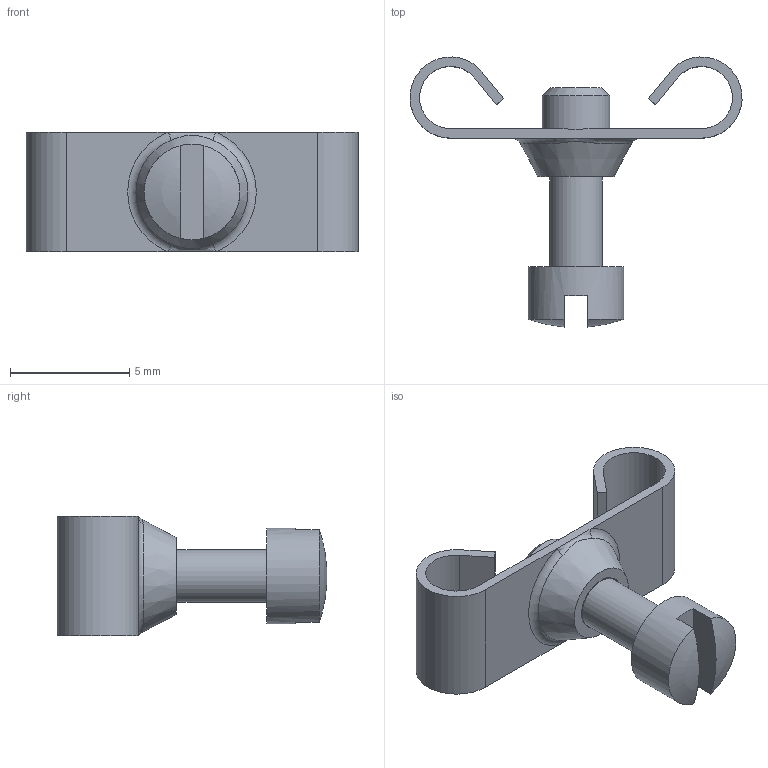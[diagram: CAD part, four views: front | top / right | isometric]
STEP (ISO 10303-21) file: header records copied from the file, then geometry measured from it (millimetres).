
FILE_DESCRIPTION(/* description */ (''),/* implementation_level */ '2;1');
FILE_NAME(/* name */ '100554994ugm000_a.stp',/* time_stamp */ '2013-10-30T14:19:11+01:00',/* author */ (''),/* organization */ (''),/* preprocessor_version */ 'ST-DEVELOPER v15',/* originating_system */ 'SIEMENS PLM Software NX 8.5',/* authorisation */ '');
FILE_SCHEMA (('AUTOMOTIVE_DESIGN { 1 0 10303 214 3 1 1 1 }'));
Length unit declared in the file: millimetre
Products named in the file (1): 100554994ugm000_a
Bounding box: 13.89 x 11.3 x 5 mm (x, y, z)
Volume: 115.1 mm3; surface area: 405.7 mm2
Topology: 1 solids, 1 shells, 37 faces, 91 edges, 59 vertices
Faces by surface type: plane 19, cylinder 7, cone 4, torus 3, sphere 2, bspline 2
Full cylindrical faces by diameter (mm): 2.21 x1, 2.84 x1, 4 x1
Entity records: 1084 total; most frequent: CARTESIAN_POINT 232, DIRECTION 180, ORIENTED_EDGE 156, EDGE_CURVE 78, AXIS2_PLACEMENT_3D 70, VERTEX_POINT 54, EDGE_LOOP 48, LINE 40
